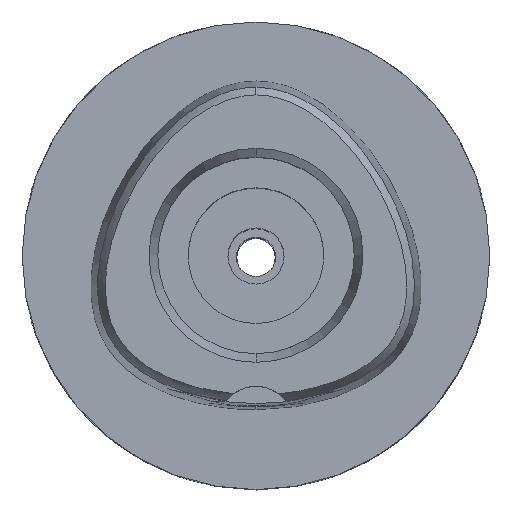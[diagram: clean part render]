
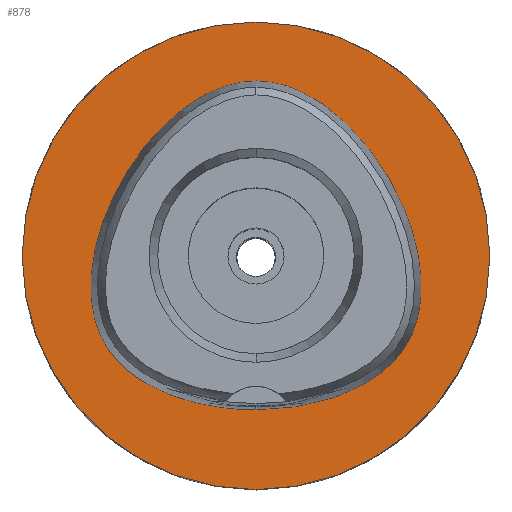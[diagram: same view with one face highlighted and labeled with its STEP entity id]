
A CAD part, top view. The second image highlights one B-rep face of the part: STEP entity #878.
In plain terms, the highlighted planar face has unit normal (0, 0, 1).
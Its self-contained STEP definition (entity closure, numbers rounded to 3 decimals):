
#164 = CARTESIAN_POINT ( 'NONE',  ( 16.206, -9.357, 0. ) ) ;
#254 = CARTESIAN_POINT ( 'NONE',  ( 17.564, -5.456, 0. ) ) ;
#283 = DIRECTION ( 'NONE',  ( 0., 1., 0. ) ) ;
#390 = CARTESIAN_POINT ( 'NONE',  ( -5.051, -16.156, 0. ) ) ;
#430 = CARTESIAN_POINT ( 'NONE',  ( 2.041, 18.55, 0. ) ) ;
#540 = DIRECTION ( 'NONE',  ( 0., 0., -1. ) ) ;
#599 = VERTEX_POINT ( 'NONE', #782 ) ;
#620 = VERTEX_POINT ( 'NONE', #810 ) ;
#624 = CARTESIAN_POINT ( 'NONE',  ( 8.947, -15.039, 0. ) ) ;
#645 = ORIENTED_EDGE ( 'NONE', *, *, #1720, .F. ) ;
#671 = CARTESIAN_POINT ( 'NONE',  ( 1.684, -16.455, 0. ) ) ;
#782 = CARTESIAN_POINT ( 'NONE',  ( 0., 18.695, 0. ) ) ;
#784 = CARTESIAN_POINT ( 'NONE',  ( -17.564, -5.456, 0. ) ) ;
#810 = CARTESIAN_POINT ( 'NONE',  ( 0., -25., 0. ) ) ;
#860 = CARTESIAN_POINT ( 'NONE',  ( 0., 25., 0. ) ) ;
#878 = ADVANCED_FACE ( 'NONE', ( #1241, #3054 ), #2305, .F. ) ;
#995 = CARTESIAN_POINT ( 'NONE',  ( 0., 0., 0. ) ) ;
#1043 = EDGE_CURVE ( 'NONE', #3849, #620, #2961, .T. ) ;
#1074 = DIRECTION ( 'NONE',  ( 0., -1., 0. ) ) ;
#1095 = CARTESIAN_POINT ( 'NONE',  ( -0.68, 18.695, 0. ) ) ;
#1124 = CARTESIAN_POINT ( 'NONE',  ( -16.517, 3.703, 0. ) ) ;
#1172 = CARTESIAN_POINT ( 'NONE',  ( 0., -16.455, 0. ) ) ;
#1241 = FACE_OUTER_BOUND ( 'NONE', #4215, .T. ) ;
#1387 = CARTESIAN_POINT ( 'NONE',  ( 0., 0., 0. ) ) ;
#1399 = DIRECTION ( 'NONE',  ( 0., 0., -1. ) ) ;
#1431 = ORIENTED_EDGE ( 'NONE', *, *, #1043, .F. ) ;
#1476 = CARTESIAN_POINT ( 'NONE',  ( -16.206, -9.357, 0. ) ) ;
#1492 = CARTESIAN_POINT ( 'NONE',  ( 16.517, 3.703, 0. ) ) ;
#1508 = CARTESIAN_POINT ( 'NONE',  ( -8.947, -15.039, 0. ) ) ;
#1526 = VERTEX_POINT ( 'NONE', #4170 ) ;
#1720 = EDGE_CURVE ( 'NONE', #1526, #599, #3925, .T. ) ;
#1820 = CARTESIAN_POINT ( 'NONE',  ( -2.041, 18.55, 0. ) ) ;
#1887 = B_SPLINE_CURVE_WITH_KNOTS ( 'NONE', 3,
 ( #2604, #1095, #1820, #3317, #2232, #3621, #2652, #1124, #3647, #4781, #784, #3696, #2909, #1476, #3723, #2957, #4070, #3368, #1508, #390, #4758, #1172 ),
 .UNSPECIFIED., .F., .F.,
 ( 4, 1, 1, 1, 1, 1, 1, 1, 1, 1, 1, 1, 1, 1, 1, 1, 1, 1, 1, 4 ),
 ( 0., 0.042, 0.083, 0.167, 0.25, 0.333, 0.417, 0.5, 0.542, 0.583, 0.625, 0.646, 0.667, 0.688, 0.708, 0.75, 0.792, 0.833, 0.917, 1. ),
 .UNSPECIFIED. ) ;
#1942 = EDGE_LOOP ( 'NONE', ( #2235, #645 ) ) ;
#2012 = CARTESIAN_POINT ( 'NONE',  ( 14.788, -11.282, 0. ) ) ;
#2101 = CARTESIAN_POINT ( 'NONE',  ( 16.669, -8.446, 0. ) ) ;
#2113 = EDGE_CURVE ( 'NONE', #599, #1526, #1887, .T. ) ;
#2165 = CIRCLE ( 'NONE', #3400, 25. ) ;
#2194 = CARTESIAN_POINT ( 'NONE',  ( 17.498, -0.229, 0. ) ) ;
#2232 = CARTESIAN_POINT ( 'NONE',  ( -7.968, 15.831, 0. ) ) ;
#2235 = ORIENTED_EDGE ( 'NONE', *, *, #2113, .F. ) ;
#2295 = CARTESIAN_POINT ( 'NONE',  ( 4.729, 17.735, 0. ) ) ;
#2305 = PLANE ( 'NONE',  #3198 ) ;
#2359 = CARTESIAN_POINT ( 'NONE',  ( 0., 0., 0. ) ) ;
#2395 = ORIENTED_EDGE ( 'NONE', *, *, #3700, .F. ) ;
#2485 = CARTESIAN_POINT ( 'NONE',  ( 5.051, -16.156, 0. ) ) ;
#2604 = CARTESIAN_POINT ( 'NONE',  ( 0., 18.695, 0. ) ) ;
#2636 = CARTESIAN_POINT ( 'NONE',  ( 17.711, -3.269, 0. ) ) ;
#2652 = CARTESIAN_POINT ( 'NONE',  ( -14.38, 8.302, 0. ) ) ;
#2664 = CARTESIAN_POINT ( 'NONE',  ( 14.38, 8.302, 0. ) ) ;
#2909 = CARTESIAN_POINT ( 'NONE',  ( -16.669, -8.446, 0. ) ) ;
#2957 = CARTESIAN_POINT ( 'NONE',  ( -14.788, -11.282, 0. ) ) ;
#2961 = CIRCLE ( 'NONE', #3811, 25. ) ;
#2970 = CARTESIAN_POINT ( 'NONE',  ( 11.466, 12.452, 0. ) ) ;
#3054 = FACE_BOUND ( 'NONE', #1942, .T. ) ;
#3198 = AXIS2_PLACEMENT_3D ( 'NONE', #2359, #540, #4217 ) ;
#3232 = DIRECTION ( 'NONE',  ( 0., 0., -1. ) ) ;
#3317 = CARTESIAN_POINT ( 'NONE',  ( -4.729, 17.735, 0. ) ) ;
#3368 = CARTESIAN_POINT ( 'NONE',  ( -11.687, -13.704, 0. ) ) ;
#3377 = CARTESIAN_POINT ( 'NONE',  ( 0., 18.695, 0. ) ) ;
#3400 = AXIS2_PLACEMENT_3D ( 'NONE', #1387, #3232, #1074 ) ;
#3483 = CARTESIAN_POINT ( 'NONE',  ( 15.649, -10.213, 0. ) ) ;
#3565 = CARTESIAN_POINT ( 'NONE',  ( 17.165, -7.166, 0. ) ) ;
#3621 = CARTESIAN_POINT ( 'NONE',  ( -11.466, 12.452, 0. ) ) ;
#3647 = CARTESIAN_POINT ( 'NONE',  ( -17.498, -0.229, 0. ) ) ;
#3696 = CARTESIAN_POINT ( 'NONE',  ( -17.165, -7.166, 0. ) ) ;
#3700 = EDGE_CURVE ( 'NONE', #620, #3849, #2165, .T. ) ;
#3710 = CARTESIAN_POINT ( 'NONE',  ( 0.68, 18.695, 0. ) ) ;
#3723 = CARTESIAN_POINT ( 'NONE',  ( -15.649, -10.213, 0. ) ) ;
#3811 = AXIS2_PLACEMENT_3D ( 'NONE', #995, #1399, #283 ) ;
#3849 = VERTEX_POINT ( 'NONE', #860 ) ;
#3850 = CARTESIAN_POINT ( 'NONE',  ( 13.507, -12.483, 0. ) ) ;
#3925 = B_SPLINE_CURVE_WITH_KNOTS ( 'NONE', 3,
 ( #3981, #671, #2485, #624, #4720, #3850, #2012, #3483, #164, #2101, #3565, #254, #2636, #2194, #1492, #2664, #2970, #4440, #2295, #430, #3710, #3377 ),
 .UNSPECIFIED., .F., .F.,
 ( 4, 1, 1, 1, 1, 1, 1, 1, 1, 1, 1, 1, 1, 1, 1, 1, 1, 1, 1, 4 ),
 ( 0., 0.083, 0.167, 0.208, 0.25, 0.292, 0.312, 0.333, 0.354, 0.375, 0.417, 0.458, 0.5, 0.583, 0.667, 0.75, 0.833, 0.917, 0.958, 1. ),
 .UNSPECIFIED. ) ;
#3981 = CARTESIAN_POINT ( 'NONE',  ( 0., -16.455, 0. ) ) ;
#4070 = CARTESIAN_POINT ( 'NONE',  ( -13.507, -12.483, 0. ) ) ;
#4170 = CARTESIAN_POINT ( 'NONE',  ( 0., -16.455, 0. ) ) ;
#4215 = EDGE_LOOP ( 'NONE', ( #1431, #2395 ) ) ;
#4217 = DIRECTION ( 'NONE',  ( 0., -1., 0. ) ) ;
#4440 = CARTESIAN_POINT ( 'NONE',  ( 7.968, 15.831, 0. ) ) ;
#4720 = CARTESIAN_POINT ( 'NONE',  ( 11.687, -13.704, 0. ) ) ;
#4758 = CARTESIAN_POINT ( 'NONE',  ( -1.684, -16.455, 0. ) ) ;
#4781 = CARTESIAN_POINT ( 'NONE',  ( -17.711, -3.269, 0. ) ) ;
